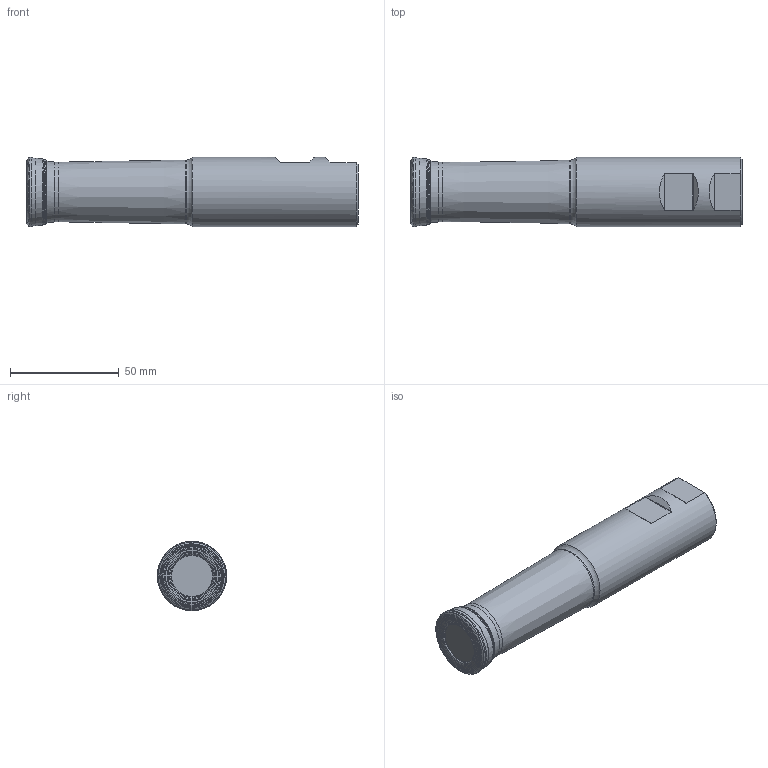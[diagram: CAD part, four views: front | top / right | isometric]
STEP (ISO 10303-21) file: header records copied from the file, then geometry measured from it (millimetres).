
FILE_DESCRIPTION(/* description */ (''),/* implementation_level */ '2;1');
FILE_NAME(/* name */ 'TURNING_EHF-ENMX06-D125Z5W125-L600I.stp',/* time_stamp */ '2020-09-23T11:18:34+09:00',/* author */ (''),/* organization */ (''),/* preprocessor_version */ 'ST-DEVELOPER v16',/* originating_system */ 'SIEMENS PLM Software NX 10.0',/* authorisation */ '');
FILE_SCHEMA (('AP203_CONFIGURATION_CONTROLLED_3D_DESIGN_OF_MECHANICAL_PARTS_AND_ASSEMBLIES_MIM_LF { 1 0 10303 403 2 1 2}'));
Length unit declared in the file: millimetre
Products named in the file (1): 12014C04DDBA1ry3
Bounding box: 152.4 x 31.78 x 31.78 mm (x, y, z)
Volume: 101141.3 mm3; surface area: 19556.8 mm2
Topology: 1 solids, 1 shells, 60 faces, 166 edges, 108 vertices
Faces by surface type: revolution 38, plane 8, cone 6, cylinder 6, torus 2
Full cylindrical faces by diameter (mm): 8 x1, 29.35 x1, 31.75 x1
Entity records: 1622 total; most frequent: CARTESIAN_POINT 459, DIRECTION 204, ORIENTED_EDGE 146, EDGE_LOOP 109, FACE_BOUND 99, AXIS2_PLACEMENT_3D 75, EDGE_CURVE 73, VERTEX_POINT 65
